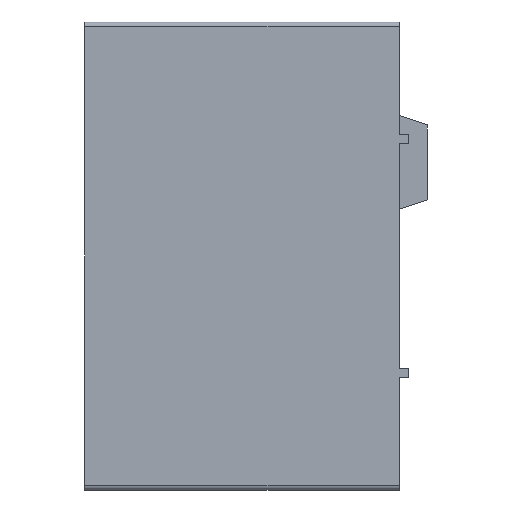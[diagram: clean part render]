
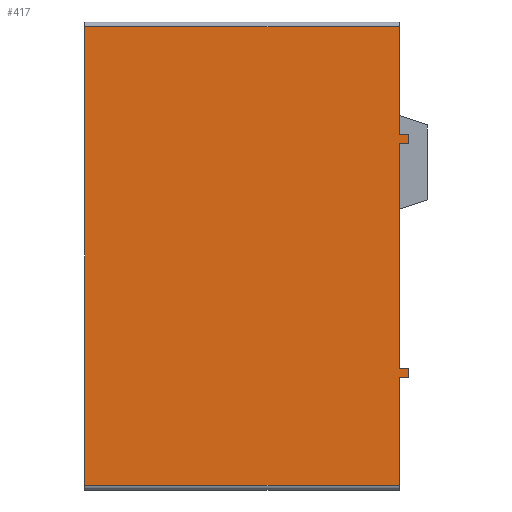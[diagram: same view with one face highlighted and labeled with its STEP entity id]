
A CAD part, left-side view. The second image highlights one B-rep face of the part: STEP entity #417.
In plain terms, the highlighted planar face has unit normal (-1, 0, 0).
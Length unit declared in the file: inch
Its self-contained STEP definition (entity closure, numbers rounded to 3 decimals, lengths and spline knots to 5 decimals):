
#23=FACE_OUTER_BOUND('',#45,.T.);
#45=EDGE_LOOP('',(#301,#302,#303,#304,#305,#306,#307,#308,#309,#310,#311,
#312));
#75=LINE('',#591,#127);
#79=LINE('',#599,#131);
#87=LINE('',#623,#139);
#89=LINE('',#627,#141);
#91=LINE('',#633,#143);
#92=LINE('',#635,#144);
#93=LINE('',#636,#145);
#94=LINE('',#638,#146);
#95=LINE('',#640,#147);
#96=LINE('',#641,#148);
#97=LINE('',#643,#149);
#98=LINE('',#644,#150);
#127=VECTOR('',#475,0.24);
#131=VECTOR('',#479,0.115);
#139=VECTOR('',#495,0.115);
#141=VECTOR('',#499,0.336);
#143=VECTOR('',#505,0.01);
#144=VECTOR('',#506,0.01);
#145=VECTOR('',#507,0.01);
#146=VECTOR('',#508,0.01);
#147=VECTOR('',#509,0.01);
#148=VECTOR('',#510,0.01);
#149=VECTOR('',#511,0.336);
#150=VECTOR('',#512,0.49);
#179=VERTEX_POINT('',#588);
#180=VERTEX_POINT('',#590);
#183=VERTEX_POINT('',#596);
#184=VERTEX_POINT('',#598);
#195=VERTEX_POINT('',#620);
#196=VERTEX_POINT('',#622);
#197=VERTEX_POINT('',#626);
#199=VERTEX_POINT('',#632);
#200=VERTEX_POINT('',#634);
#201=VERTEX_POINT('',#637);
#202=VERTEX_POINT('',#639);
#203=VERTEX_POINT('',#642);
#219=EDGE_CURVE('',#180,#179,#75,.T.);
#223=EDGE_CURVE('',#184,#183,#79,.T.);
#235=EDGE_CURVE('',#196,#195,#87,.T.);
#237=EDGE_CURVE('',#197,#184,#89,.T.);
#240=EDGE_CURVE('',#199,#183,#91,.T.);
#241=EDGE_CURVE('',#199,#200,#92,.T.);
#242=EDGE_CURVE('',#200,#180,#93,.T.);
#243=EDGE_CURVE('',#201,#179,#94,.T.);
#244=EDGE_CURVE('',#201,#202,#95,.T.);
#245=EDGE_CURVE('',#202,#196,#96,.T.);
#246=EDGE_CURVE('',#203,#195,#97,.T.);
#247=EDGE_CURVE('',#197,#203,#98,.T.);
#301=ORIENTED_EDGE('',*,*,#223,.T.);
#302=ORIENTED_EDGE('',*,*,#240,.F.);
#303=ORIENTED_EDGE('',*,*,#241,.T.);
#304=ORIENTED_EDGE('',*,*,#242,.T.);
#305=ORIENTED_EDGE('',*,*,#219,.T.);
#306=ORIENTED_EDGE('',*,*,#243,.F.);
#307=ORIENTED_EDGE('',*,*,#244,.T.);
#308=ORIENTED_EDGE('',*,*,#245,.T.);
#309=ORIENTED_EDGE('',*,*,#235,.T.);
#310=ORIENTED_EDGE('',*,*,#246,.F.);
#311=ORIENTED_EDGE('',*,*,#247,.F.);
#312=ORIENTED_EDGE('',*,*,#237,.T.);
#398=PLANE('',#446);
#417=ADVANCED_FACE('',(#23),#398,.F.);
#446=AXIS2_PLACEMENT_3D('',#631,#503,#504);
#475=DIRECTION('',(0.,0.,1.));
#479=DIRECTION('',(0.,0.,1.));
#495=DIRECTION('',(0.,0.,1.));
#499=DIRECTION('',(0.,-1.,0.));
#503=DIRECTION('center_axis',(1.,0.,0.));
#504=DIRECTION('ref_axis',(0.,0.,-1.));
#505=DIRECTION('',(0.,1.,0.));
#506=DIRECTION('',(0.,0.,1.));
#507=DIRECTION('',(0.,1.,0.));
#508=DIRECTION('',(0.,1.,0.));
#509=DIRECTION('',(0.,0.,1.));
#510=DIRECTION('',(0.,1.,0.));
#511=DIRECTION('',(0.,-1.,0.));
#512=DIRECTION('',(0.,0.,1.));
#588=CARTESIAN_POINT('',(-0.13,-0.168,0.12));
#590=CARTESIAN_POINT('',(-0.13,-0.168,-0.12));
#591=CARTESIAN_POINT('',(-0.13,-0.168,-0.245));
#596=CARTESIAN_POINT('',(-0.13,-0.168,-0.13));
#598=CARTESIAN_POINT('',(-0.13,-0.168,-0.245));
#599=CARTESIAN_POINT('',(-0.13,-0.168,-0.245));
#620=CARTESIAN_POINT('',(-0.13,-0.168,0.245));
#622=CARTESIAN_POINT('',(-0.13,-0.168,0.13));
#623=CARTESIAN_POINT('',(-0.13,-0.168,-0.245));
#626=CARTESIAN_POINT('',(-0.13,0.168,-0.245));
#627=CARTESIAN_POINT('',(-0.13,0.168,-0.245));
#631=CARTESIAN_POINT('Origin',(-0.13,0.168,-0.245));
#632=CARTESIAN_POINT('',(-0.13,-0.178,-0.13));
#633=CARTESIAN_POINT('',(-0.13,-0.178,-0.13));
#634=CARTESIAN_POINT('',(-0.13,-0.178,-0.12));
#635=CARTESIAN_POINT('',(-0.13,-0.178,-0.13));
#636=CARTESIAN_POINT('',(-0.13,-0.178,-0.12));
#637=CARTESIAN_POINT('',(-0.13,-0.178,0.12));
#638=CARTESIAN_POINT('',(-0.13,-0.178,0.12));
#639=CARTESIAN_POINT('',(-0.13,-0.178,0.13));
#640=CARTESIAN_POINT('',(-0.13,-0.178,0.12));
#641=CARTESIAN_POINT('',(-0.13,-0.178,0.13));
#642=CARTESIAN_POINT('',(-0.13,0.168,0.245));
#643=CARTESIAN_POINT('',(-0.13,0.168,0.245));
#644=CARTESIAN_POINT('',(-0.13,0.168,-0.245));
